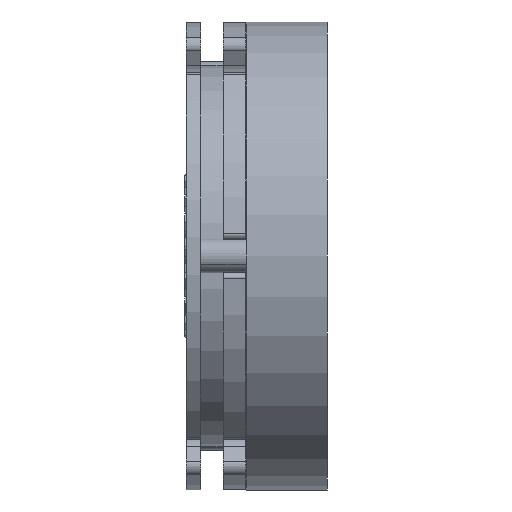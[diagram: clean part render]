
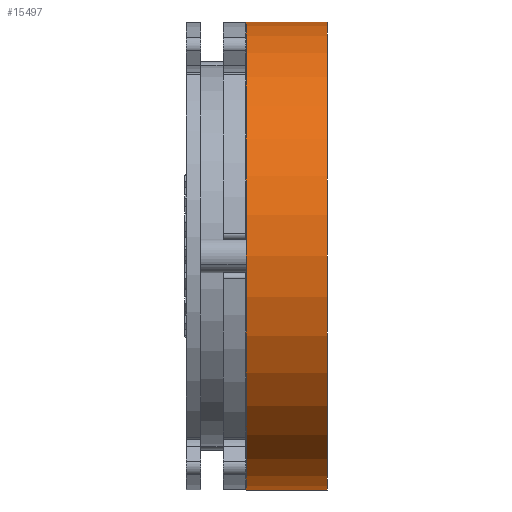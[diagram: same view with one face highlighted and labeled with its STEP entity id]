
A CAD part, front view. The second image highlights one B-rep face of the part: STEP entity #15497.
In plain terms, the highlighted cylindrical face has radius 48.5 mm (diameter 97 mm), a partial arc.
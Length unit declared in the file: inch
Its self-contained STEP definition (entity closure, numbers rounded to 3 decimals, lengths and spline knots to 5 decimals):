
#699 = ORIENTED_EDGE ( 'NONE', *, *, #9203, .T. ) ;
#1160 = VERTEX_POINT ( 'NONE', #13736 ) ;
#1399 = DIRECTION ( 'NONE',  ( -1., 0., 0. ) ) ;
#1557 = EDGE_CURVE ( 'NONE', #14789, #1160, #2813, .T. ) ;
#1809 = DIRECTION ( 'NONE',  ( 0., 0., 1. ) ) ;
#2095 = DIRECTION ( 'NONE',  ( -1., 0., 0. ) ) ;
#2307 = VERTEX_POINT ( 'NONE', #8881 ) ;
#2463 = AXIS2_PLACEMENT_3D ( 'NONE', #7684, #4101, #3138 ) ;
#2813 = LINE ( 'NONE', #9775, #4006 ) ;
#3138 = DIRECTION ( 'NONE',  ( 0., 0., 1. ) ) ;
#4006 = VECTOR ( 'NONE', #1399, 39.37008 ) ;
#4085 = EDGE_CURVE ( 'NONE', #2307, #8279, #9502, .T. ) ;
#4101 = DIRECTION ( 'NONE',  ( -1., 0., 0. ) ) ;
#4472 = CARTESIAN_POINT ( 'NONE',  ( -0.64492, -0.15713, -0.12278 ) ) ;
#5479 = AXIS2_PLACEMENT_3D ( 'NONE', #5911, #7244, #9351 ) ;
#5641 = ORIENTED_EDGE ( 'NONE', *, *, #4085, .F. ) ;
#5911 = CARTESIAN_POINT ( 'NONE',  ( -0.31004, -0.15713, -0.12278 ) ) ;
#7244 = DIRECTION ( 'NONE',  ( -1., 0., 0. ) ) ;
#7639 = ORIENTED_EDGE ( 'NONE', *, *, #1557, .T. ) ;
#7684 = CARTESIAN_POINT ( 'NONE',  ( 0.35137, -0.15713, -0.12278 ) ) ;
#8032 = CARTESIAN_POINT ( 'NONE',  ( -0.64492, -0.15713, -2.03223 ) ) ;
#8279 = VERTEX_POINT ( 'NONE', #13687 ) ;
#8614 = EDGE_CURVE ( 'NONE', #8279, #1160, #11205, .T. ) ;
#8881 = CARTESIAN_POINT ( 'NONE',  ( 0.35137, -0.15713, -2.03223 ) ) ;
#9203 = EDGE_CURVE ( 'NONE', #2307, #14789, #15506, .T. ) ;
#9351 = DIRECTION ( 'NONE',  ( 0., 0., 1. ) ) ;
#9438 = EDGE_LOOP ( 'NONE', ( #5641, #699, #7639, #13188 ) ) ;
#9502 = LINE ( 'NONE', #8032, #13858 ) ;
#9775 = CARTESIAN_POINT ( 'NONE',  ( -0.64492, -0.15713, 1.78667 ) ) ;
#10685 = DIRECTION ( 'NONE',  ( -1., 0., 0. ) ) ;
#11205 = CIRCLE ( 'NONE', #5479, 1.90945 ) ;
#11294 = FACE_OUTER_BOUND ( 'NONE', #9438, .T. ) ;
#12491 = CYLINDRICAL_SURFACE ( 'NONE', #13226, 1.90945 ) ;
#13058 = CARTESIAN_POINT ( 'NONE',  ( 0.35137, -0.15713, 1.78667 ) ) ;
#13188 = ORIENTED_EDGE ( 'NONE', *, *, #8614, .F. ) ;
#13226 = AXIS2_PLACEMENT_3D ( 'NONE', #4472, #2095, #1809 ) ;
#13687 = CARTESIAN_POINT ( 'NONE',  ( -0.31004, -0.15713, -2.03223 ) ) ;
#13736 = CARTESIAN_POINT ( 'NONE',  ( -0.31004, -0.15713, 1.78667 ) ) ;
#13858 = VECTOR ( 'NONE', #10685, 39.37008 ) ;
#14789 = VERTEX_POINT ( 'NONE', #13058 ) ;
#15497 = ADVANCED_FACE ( 'NONE', ( #11294 ), #12491, .T. ) ;
#15506 = CIRCLE ( 'NONE', #2463, 1.90945 ) ;
